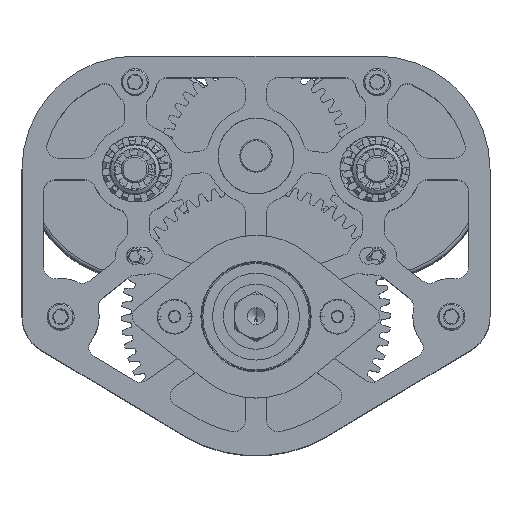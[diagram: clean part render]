
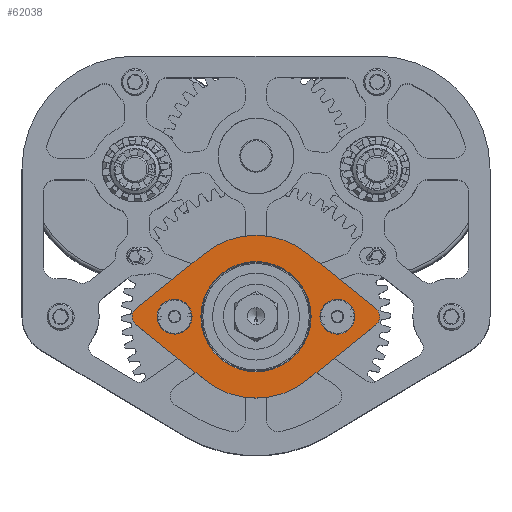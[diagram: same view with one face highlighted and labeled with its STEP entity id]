
A CAD part, top view. The second image highlights one B-rep face of the part: STEP entity #62038.
In plain terms, the highlighted planar face has unit normal (0, 0, 1).
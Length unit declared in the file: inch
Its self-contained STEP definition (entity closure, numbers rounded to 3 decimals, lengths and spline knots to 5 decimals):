
#824 = EDGE_CURVE ( 'NONE', #133629, #108583, #6477, .T. ) ;
#1171 = EDGE_LOOP ( 'NONE', ( #31166, #26565, #52799, #70376, #90392, #101136, #110490, #54343, #72437 ) ) ;
#1661 = DIRECTION ( 'NONE',  ( 0., 0., 1. ) ) ;
#4454 = VERTEX_POINT ( 'NONE', #71888 ) ;
#5611 = DIRECTION ( 'NONE',  ( 0., 0., -1. ) ) ;
#5904 = DIRECTION ( 'NONE',  ( 0., 0., 1. ) ) ;
#6477 = LINE ( 'NONE', #124757, #120782 ) ;
#7041 = ORIENTED_EDGE ( 'NONE', *, *, #87731, .T. ) ;
#7508 = VERTEX_POINT ( 'NONE', #115755 ) ;
#11756 = EDGE_CURVE ( 'NONE', #101277, #127184, #109049, .T. ) ;
#12482 = VERTEX_POINT ( 'NONE', #50303 ) ;
#15634 = VERTEX_POINT ( 'NONE', #51540 ) ;
#15999 = EDGE_LOOP ( 'NONE', ( #118715, #111355 ) ) ;
#16263 = AXIS2_PLACEMENT_3D ( 'NONE', #18617, #93812, #29471 ) ;
#17183 = VERTEX_POINT ( 'NONE', #25923 ) ;
#17863 = CIRCLE ( 'NONE', #133905, 0.125 ) ;
#18617 = CARTESIAN_POINT ( 'NONE',  ( 0.9375, 0., 0.0625 ) ) ;
#20245 = AXIS2_PLACEMENT_3D ( 'NONE', #53485, #21106, #139405 ) ;
#21106 = DIRECTION ( 'NONE',  ( 0., 0., 1. ) ) ;
#21935 = CARTESIAN_POINT ( 'NONE',  ( 0., 0., 0.0625 ) ) ;
#22525 = DIRECTION ( 'NONE',  ( 0., 0., 1. ) ) ;
#24403 = DIRECTION ( 'NONE',  ( 0., 0., 1. ) ) ;
#25923 = CARTESIAN_POINT ( 'NONE',  ( 1.37812, 0.09758, 0.0625 ) ) ;
#26565 = ORIENTED_EDGE ( 'NONE', *, *, #84868, .T. ) ;
#26716 = AXIS2_PLACEMENT_3D ( 'NONE', #70294, #5904, #81126 ) ;
#27324 = AXIS2_PLACEMENT_3D ( 'NONE', #66063, #1661, #76843 ) ;
#29200 = EDGE_CURVE ( 'NONE', #4454, #12482, #49778, .T. ) ;
#29471 = DIRECTION ( 'NONE',  ( 1., 0., 0. ) ) ;
#30133 = AXIS2_PLACEMENT_3D ( 'NONE', #38452, #113611, #49263 ) ;
#30739 = CARTESIAN_POINT ( 'NONE',  ( -1.37813, 0.09758, 0.0625 ) ) ;
#30833 = VERTEX_POINT ( 'NONE', #123159 ) ;
#31166 = ORIENTED_EDGE ( 'NONE', *, *, #69240, .F. ) ;
#32746 = DIRECTION ( 'NONE',  ( 1., 0., 0. ) ) ;
#36010 = FACE_BOUND ( 'NONE', #114273, .T. ) ;
#38217 = CARTESIAN_POINT ( 'NONE',  ( 0.58594, -0.73184, 0.0625 ) ) ;
#38452 = CARTESIAN_POINT ( 'NONE',  ( 0., 0., 0.0625 ) ) ;
#41143 = EDGE_CURVE ( 'NONE', #103840, #55269, #121353, .T. ) ;
#42357 = VECTOR ( 'NONE', #129148, 39.37008 ) ;
#42788 = CIRCLE ( 'NONE', #83497, 0.63484 ) ;
#45386 = CARTESIAN_POINT ( 'NONE',  ( -1.3, 0., 0.0625 ) ) ;
#46546 = DIRECTION ( 'NONE',  ( 0.781, -0.625, 0. ) ) ;
#46599 = CARTESIAN_POINT ( 'NONE',  ( 1.13, 0., 0.0625 ) ) ;
#47267 = DIRECTION ( 'NONE',  ( 0., 0., 1. ) ) ;
#47534 = VERTEX_POINT ( 'NONE', #72453 ) ;
#48469 = CARTESIAN_POINT ( 'NONE',  ( -0.63484, 0., 0.0625 ) ) ;
#49010 = DIRECTION ( 'NONE',  ( -0.781, -0.625, 0. ) ) ;
#49263 = DIRECTION ( 'NONE',  ( 1., 0., 0. ) ) ;
#49661 = DIRECTION ( 'NONE',  ( -0.781, -0.625, 0. ) ) ;
#49778 = CIRCLE ( 'NONE', #26716, 0.1925 ) ;
#49789 = VERTEX_POINT ( 'NONE', #107078 ) ;
#50303 = CARTESIAN_POINT ( 'NONE',  ( -0.745, 0., 0.0625 ) ) ;
#51540 = CARTESIAN_POINT ( 'NONE',  ( -1.425, 0., 0.0625 ) ) ;
#52219 = AXIS2_PLACEMENT_3D ( 'NONE', #45386, #120502, #56195 ) ;
#52799 = ORIENTED_EDGE ( 'NONE', *, *, #83403, .F. ) ;
#52975 = AXIS2_PLACEMENT_3D ( 'NONE', #86855, #22525, #97695 ) ;
#53485 = CARTESIAN_POINT ( 'NONE',  ( 0., 0., 0.0625 ) ) ;
#53897 = CARTESIAN_POINT ( 'NONE',  ( -1.3, 0., 0.0625 ) ) ;
#53910 = CIRCLE ( 'NONE', #52975, 0.125 ) ;
#54343 = ORIENTED_EDGE ( 'NONE', *, *, #95732, .T. ) ;
#55269 = VERTEX_POINT ( 'NONE', #46599 ) ;
#56195 = DIRECTION ( 'NONE',  ( 1., 0., 0. ) ) ;
#56752 = VECTOR ( 'NONE', #46546, 39.37008 ) ;
#56772 = EDGE_CURVE ( 'NONE', #12482, #4454, #92194, .T. ) ;
#57607 = AXIS2_PLACEMENT_3D ( 'NONE', #88739, #24403, #99551 ) ;
#57616 = CIRCLE ( 'NONE', #52219, 0.125 ) ;
#62038 = ADVANCED_FACE ( 'NONE', ( #36010, #114958, #67896, #89778 ), #107055, .T. ) ;
#64732 = DIRECTION ( 'NONE',  ( 1., 0., 0. ) ) ;
#66063 = CARTESIAN_POINT ( 'NONE',  ( 0.9375, 0., 0.0625 ) ) ;
#67896 = FACE_BOUND ( 'NONE', #76629, .T. ) ;
#69240 = EDGE_CURVE ( 'NONE', #47534, #127184, #85239, .T. ) ;
#70008 = CARTESIAN_POINT ( 'NONE',  ( 0., 0., 0.0625 ) ) ;
#70294 = CARTESIAN_POINT ( 'NONE',  ( -0.9375, 0., 0.0625 ) ) ;
#70376 = ORIENTED_EDGE ( 'NONE', *, *, #97966, .T. ) ;
#70926 = LINE ( 'NONE', #118829, #42357 ) ;
#71888 = CARTESIAN_POINT ( 'NONE',  ( -1.13, 0., 0.0625 ) ) ;
#72437 = ORIENTED_EDGE ( 'NONE', *, *, #11756, .T. ) ;
#72453 = CARTESIAN_POINT ( 'NONE',  ( 1.37812, -0.09758, 0.0625 ) ) ;
#72791 = VERTEX_POINT ( 'NONE', #48469 ) ;
#73968 = ORIENTED_EDGE ( 'NONE', *, *, #98892, .F. ) ;
#76629 = EDGE_LOOP ( 'NONE', ( #73968, #135203 ) ) ;
#76843 = DIRECTION ( 'NONE',  ( 1., 0., 0. ) ) ;
#80827 = DIRECTION ( 'NONE',  ( 1., 0., 0. ) ) ;
#81126 = DIRECTION ( 'NONE',  ( 1., 0., 0. ) ) ;
#81572 = CIRCLE ( 'NONE', #16263, 0.1925 ) ;
#81700 = CARTESIAN_POINT ( 'NONE',  ( 0.745, 0., 0.0625 ) ) ;
#83403 = EDGE_CURVE ( 'NONE', #49789, #17183, #70926, .T. ) ;
#83497 = AXIS2_PLACEMENT_3D ( 'NONE', #70008, #5611, #80827 ) ;
#83980 = CIRCLE ( 'NONE', #130512, 0.63484 ) ;
#84868 = EDGE_CURVE ( 'NONE', #47534, #17183, #53910, .T. ) ;
#85239 = LINE ( 'NONE', #38217, #138998 ) ;
#86855 = CARTESIAN_POINT ( 'NONE',  ( 1.3, 0., 0.0625 ) ) ;
#87731 = EDGE_CURVE ( 'NONE', #30833, #72791, #83980, .T. ) ;
#88739 = CARTESIAN_POINT ( 'NONE',  ( 0., 0., 0.0625 ) ) ;
#89778 = FACE_OUTER_BOUND ( 'NONE', #1171, .T. ) ;
#90392 = ORIENTED_EDGE ( 'NONE', *, *, #824, .T. ) ;
#92194 = CIRCLE ( 'NONE', #121691, 0.1925 ) ;
#93812 = DIRECTION ( 'NONE',  ( 0., 0., 1. ) ) ;
#94236 = EDGE_CURVE ( 'NONE', #72791, #30833, #42788, .T. ) ;
#95732 = EDGE_CURVE ( 'NONE', #7508, #101277, #113927, .T. ) ;
#97112 = DIRECTION ( 'NONE',  ( 0., 0., -1. ) ) ;
#97695 = DIRECTION ( 'NONE',  ( 1., 0., 0. ) ) ;
#97966 = EDGE_CURVE ( 'NONE', #49789, #133629, #103547, .T. ) ;
#98892 = EDGE_CURVE ( 'NONE', #55269, #103840, #81572, .T. ) ;
#99153 = CARTESIAN_POINT ( 'NONE',  ( -0.58594, 0.73184, 0.0625 ) ) ;
#99551 = DIRECTION ( 'NONE',  ( 1., 0., 0. ) ) ;
#101136 = ORIENTED_EDGE ( 'NONE', *, *, #112258, .T. ) ;
#101277 = VERTEX_POINT ( 'NONE', #103916 ) ;
#103547 = CIRCLE ( 'NONE', #57607, 0.9375 ) ;
#103840 = VERTEX_POINT ( 'NONE', #81700 ) ;
#103916 = CARTESIAN_POINT ( 'NONE',  ( -0.58594, -0.73184, 0.0625 ) ) ;
#107055 = PLANE ( 'NONE',  #20245 ) ;
#107078 = CARTESIAN_POINT ( 'NONE',  ( 0.58594, 0.73184, 0.0625 ) ) ;
#108583 = VERTEX_POINT ( 'NONE', #30739 ) ;
#109049 = CIRCLE ( 'NONE', #30133, 0.9375 ) ;
#110214 = CARTESIAN_POINT ( 'NONE',  ( 0.58594, -0.73184, 0.0625 ) ) ;
#110490 = ORIENTED_EDGE ( 'NONE', *, *, #132251, .T. ) ;
#110857 = CARTESIAN_POINT ( 'NONE',  ( -0.58594, -0.73184, 0.0625 ) ) ;
#111355 = ORIENTED_EDGE ( 'NONE', *, *, #29200, .F. ) ;
#111590 = CARTESIAN_POINT ( 'NONE',  ( -0.9375, 0., 0.0625 ) ) ;
#112258 = EDGE_CURVE ( 'NONE', #108583, #15634, #17863, .T. ) ;
#113611 = DIRECTION ( 'NONE',  ( 0., 0., 1. ) ) ;
#113927 = LINE ( 'NONE', #110857, #56752 ) ;
#114273 = EDGE_LOOP ( 'NONE', ( #7041, #126334 ) ) ;
#114958 = FACE_BOUND ( 'NONE', #15999, .T. ) ;
#115755 = CARTESIAN_POINT ( 'NONE',  ( -1.37812, -0.09758, 0.0625 ) ) ;
#118715 = ORIENTED_EDGE ( 'NONE', *, *, #56772, .F. ) ;
#118829 = CARTESIAN_POINT ( 'NONE',  ( 0.58594, 0.73184, 0.0625 ) ) ;
#120502 = DIRECTION ( 'NONE',  ( 0., 0., 1. ) ) ;
#120782 = VECTOR ( 'NONE', #49661, 39.37008 ) ;
#121353 = CIRCLE ( 'NONE', #27324, 0.1925 ) ;
#121691 = AXIS2_PLACEMENT_3D ( 'NONE', #111590, #47267, #122361 ) ;
#122361 = DIRECTION ( 'NONE',  ( 1., 0., 0. ) ) ;
#123159 = CARTESIAN_POINT ( 'NONE',  ( 0.63484, 0., 0.0625 ) ) ;
#124757 = CARTESIAN_POINT ( 'NONE',  ( -0.58594, 0.73184, 0.0625 ) ) ;
#126334 = ORIENTED_EDGE ( 'NONE', *, *, #94236, .T. ) ;
#127184 = VERTEX_POINT ( 'NONE', #110214 ) ;
#129023 = DIRECTION ( 'NONE',  ( 0., 0., 1. ) ) ;
#129148 = DIRECTION ( 'NONE',  ( 0.781, -0.625, 0. ) ) ;
#130512 = AXIS2_PLACEMENT_3D ( 'NONE', #21935, #97112, #32746 ) ;
#132251 = EDGE_CURVE ( 'NONE', #15634, #7508, #57616, .T. ) ;
#133629 = VERTEX_POINT ( 'NONE', #99153 ) ;
#133905 = AXIS2_PLACEMENT_3D ( 'NONE', #53897, #129023, #64732 ) ;
#135203 = ORIENTED_EDGE ( 'NONE', *, *, #41143, .F. ) ;
#138998 = VECTOR ( 'NONE', #49010, 39.37008 ) ;
#139405 = DIRECTION ( 'NONE',  ( 1., 0., 0. ) ) ;
